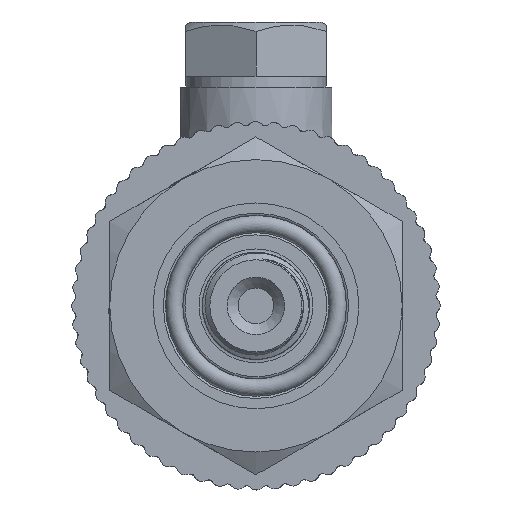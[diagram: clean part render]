
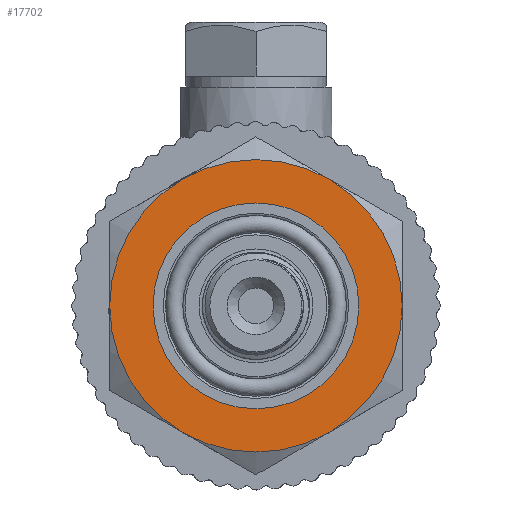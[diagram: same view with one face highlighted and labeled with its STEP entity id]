
A CAD part, left-side view. The second image highlights one B-rep face of the part: STEP entity #17702.
In plain terms, the highlighted face is planar.
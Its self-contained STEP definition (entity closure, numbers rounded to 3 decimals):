
#222=FACE_BOUND('',#2901,.T.);
#850=PLANE('',#18894);
#1857=FACE_OUTER_BOUND('',#2900,.T.);
#2900=EDGE_LOOP('',(#16373));
#2901=EDGE_LOOP('',(#16374));
#3449=CIRCLE('',#18857,13.5);
#3472=CIRCLE('',#18895,9.5);
#8205=VERTEX_POINT('',#54858);
#8223=VERTEX_POINT('',#54921);
#10911=EDGE_CURVE('',#8205,#8205,#3449,.T.);
#10941=EDGE_CURVE('',#8223,#8223,#3472,.T.);
#16373=ORIENTED_EDGE('',*,*,#10911,.T.);
#16374=ORIENTED_EDGE('',*,*,#10941,.F.);
#17702=ADVANCED_FACE('',(#1857,#222),#850,.T.);
#18857=AXIS2_PLACEMENT_3D('',#54859,#21923,#21924);
#18894=AXIS2_PLACEMENT_3D('',#54920,#22004,#22005);
#18895=AXIS2_PLACEMENT_3D('',#54922,#22006,#22007);
#21923=DIRECTION('center_axis',(1.,0.,0.));
#21924=DIRECTION('ref_axis',(0.,0.,-1.));
#22004=DIRECTION('center_axis',(1.,0.,0.));
#22005=DIRECTION('ref_axis',(0.,0.,-1.));
#22006=DIRECTION('center_axis',(1.,0.,0.));
#22007=DIRECTION('ref_axis',(0.,0.,-1.));
#54858=CARTESIAN_POINT('',(-12.,-13.5,0.));
#54859=CARTESIAN_POINT('Origin',(-12.,0.,0.));
#54920=CARTESIAN_POINT('Origin',(-12.,9.5,0.));
#54921=CARTESIAN_POINT('',(-12.,-9.5,0.));
#54922=CARTESIAN_POINT('Origin',(-12.,0.,0.));
